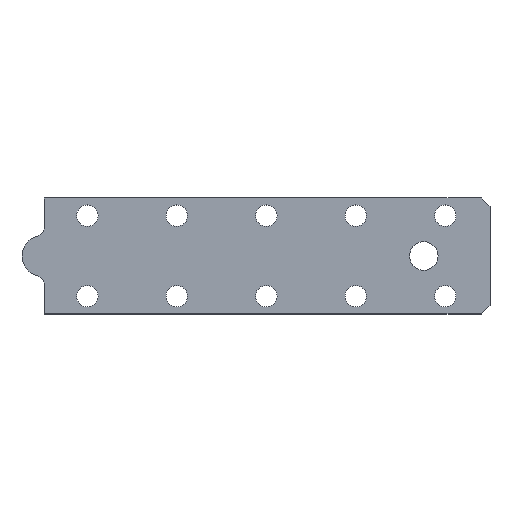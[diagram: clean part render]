
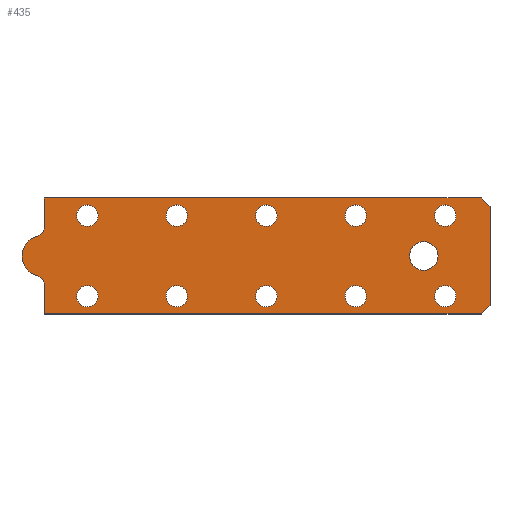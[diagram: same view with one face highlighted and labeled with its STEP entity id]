
A CAD part, top view. The second image highlights one B-rep face of the part: STEP entity #435.
In plain terms, the highlighted planar face has unit normal (0, 0, 1).
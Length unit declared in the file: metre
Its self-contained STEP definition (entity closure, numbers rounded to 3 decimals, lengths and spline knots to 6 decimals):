
#14=LINE('',#683,#38);
#18=LINE('',#692,#42);
#20=LINE('',#696,#44);
#26=LINE('',#709,#50);
#29=LINE('',#720,#53);
#32=LINE('',#732,#56);
#33=LINE('',#735,#57);
#38=VECTOR('',#562,1.);
#42=VECTOR('',#568,1.);
#44=VECTOR('',#572,1.);
#50=VECTOR('',#580,1.);
#53=VECTOR('',#591,1.);
#56=VECTOR('',#602,1.);
#57=VECTOR('',#607,1.);
#65=PLANE('',#489);
#109=ORIENTED_EDGE('',*,*,#211,.F.);
#110=ORIENTED_EDGE('',*,*,#175,.F.);
#111=ORIENTED_EDGE('',*,*,#173,.T.);
#112=ORIENTED_EDGE('',*,*,#179,.F.);
#113=ORIENTED_EDGE('',*,*,#177,.T.);
#114=ORIENTED_EDGE('',*,*,#183,.F.);
#115=ORIENTED_EDGE('',*,*,#181,.T.);
#116=ORIENTED_EDGE('',*,*,#187,.F.);
#117=ORIENTED_EDGE('',*,*,#185,.T.);
#118=ORIENTED_EDGE('',*,*,#212,.T.);
#119=ORIENTED_EDGE('',*,*,#213,.F.);
#120=ORIENTED_EDGE('',*,*,#195,.T.);
#121=ORIENTED_EDGE('',*,*,#214,.T.);
#122=ORIENTED_EDGE('',*,*,#197,.T.);
#123=ORIENTED_EDGE('',*,*,#203,.F.);
#124=ORIENTED_EDGE('',*,*,#215,.T.);
#125=ORIENTED_EDGE('',*,*,#204,.F.);
#126=ORIENTED_EDGE('',*,*,#216,.T.);
#127=ORIENTED_EDGE('',*,*,#208,.F.);
#128=ORIENTED_EDGE('',*,*,#191,.F.);
#129=ORIENTED_EDGE('',*,*,#217,.T.);
#173=EDGE_CURVE('',#225,#225,#267,.F.);
#175=EDGE_CURVE('',#227,#227,#269,.T.);
#177=EDGE_CURVE('',#229,#229,#271,.F.);
#179=EDGE_CURVE('',#231,#231,#273,.T.);
#181=EDGE_CURVE('',#233,#233,#275,.F.);
#183=EDGE_CURVE('',#235,#235,#277,.T.);
#185=EDGE_CURVE('',#237,#237,#279,.F.);
#187=EDGE_CURVE('',#239,#239,#281,.T.);
#191=EDGE_CURVE('',#243,#244,#14,.T.);
#195=EDGE_CURVE('',#248,#247,#18,.T.);
#197=EDGE_CURVE('',#249,#250,#20,.T.);
#203=EDGE_CURVE('',#254,#250,#26,.T.);
#204=EDGE_CURVE('',#255,#256,#283,.T.);
#208=EDGE_CURVE('',#244,#259,#29,.T.);
#211=EDGE_CURVE('',#261,#261,#285,.T.);
#212=EDGE_CURVE('',#262,#262,#286,.F.);
#213=EDGE_CURVE('',#263,#263,#287,.T.);
#214=EDGE_CURVE('',#247,#249,#32,.F.);
#215=EDGE_CURVE('',#254,#256,#288,.F.);
#216=EDGE_CURVE('',#255,#259,#289,.F.);
#217=EDGE_CURVE('',#243,#248,#33,.T.);
#225=VERTEX_POINT('',#639);
#227=VERTEX_POINT('',#644);
#229=VERTEX_POINT('',#649);
#231=VERTEX_POINT('',#654);
#233=VERTEX_POINT('',#659);
#235=VERTEX_POINT('',#664);
#237=VERTEX_POINT('',#669);
#239=VERTEX_POINT('',#674);
#243=VERTEX_POINT('',#682);
#244=VERTEX_POINT('',#684);
#247=VERTEX_POINT('',#691);
#248=VERTEX_POINT('',#693);
#249=VERTEX_POINT('',#697);
#250=VERTEX_POINT('',#698);
#254=VERTEX_POINT('',#708);
#255=VERTEX_POINT('',#712);
#256=VERTEX_POINT('',#713);
#259=VERTEX_POINT('',#721);
#261=VERTEX_POINT('',#727);
#262=VERTEX_POINT('',#729);
#263=VERTEX_POINT('',#731);
#267=CIRCLE('',#458,0.0012);
#269=CIRCLE('',#461,0.0012);
#271=CIRCLE('',#464,0.0012);
#273=CIRCLE('',#467,0.0012);
#275=CIRCLE('',#470,0.0012);
#277=CIRCLE('',#473,0.0012);
#279=CIRCLE('',#476,0.0012);
#281=CIRCLE('',#479,0.0012);
#283=CIRCLE('',#486,0.0023);
#285=CIRCLE('',#490,0.0016);
#286=CIRCLE('',#491,0.0012);
#287=CIRCLE('',#492,0.0012);
#288=CIRCLE('',#493,0.001);
#289=CIRCLE('',#494,0.001);
#317=EDGE_LOOP('',(#109));
#318=EDGE_LOOP('',(#110));
#319=EDGE_LOOP('',(#111));
#320=EDGE_LOOP('',(#112));
#321=EDGE_LOOP('',(#113));
#322=EDGE_LOOP('',(#114));
#323=EDGE_LOOP('',(#115));
#324=EDGE_LOOP('',(#116));
#325=EDGE_LOOP('',(#117));
#326=EDGE_LOOP('',(#118));
#327=EDGE_LOOP('',(#119));
#328=EDGE_LOOP('',(#120,#121,#122,#123,#124,#125,#126,#127,#128,#129));
#373=FACE_BOUND('',#317,.T.);
#374=FACE_BOUND('',#318,.T.);
#375=FACE_BOUND('',#319,.T.);
#376=FACE_BOUND('',#320,.T.);
#377=FACE_BOUND('',#321,.T.);
#378=FACE_BOUND('',#322,.T.);
#379=FACE_BOUND('',#323,.T.);
#380=FACE_BOUND('',#324,.T.);
#381=FACE_BOUND('',#325,.T.);
#382=FACE_BOUND('',#326,.T.);
#383=FACE_BOUND('',#327,.T.);
#384=FACE_BOUND('',#328,.T.);
#435=ADVANCED_FACE('',(#373,#374,#375,#376,#377,#378,#379,#380,#381,#382,
#383,#384),#65,.T.);
#458=AXIS2_PLACEMENT_3D('',#638,#512,#513);
#461=AXIS2_PLACEMENT_3D('',#643,#518,#519);
#464=AXIS2_PLACEMENT_3D('',#648,#524,#525);
#467=AXIS2_PLACEMENT_3D('',#653,#530,#531);
#470=AXIS2_PLACEMENT_3D('',#658,#536,#537);
#473=AXIS2_PLACEMENT_3D('',#663,#542,#543);
#476=AXIS2_PLACEMENT_3D('',#668,#548,#549);
#479=AXIS2_PLACEMENT_3D('',#673,#554,#555);
#486=AXIS2_PLACEMENT_3D('',#711,#583,#584);
#489=AXIS2_PLACEMENT_3D('',#725,#594,#595);
#490=AXIS2_PLACEMENT_3D('',#726,#596,#597);
#491=AXIS2_PLACEMENT_3D('',#728,#598,#599);
#492=AXIS2_PLACEMENT_3D('',#730,#600,#601);
#493=AXIS2_PLACEMENT_3D('',#733,#603,#604);
#494=AXIS2_PLACEMENT_3D('',#734,#605,#606);
#512=DIRECTION('',(0.,0.,1.));
#513=DIRECTION('',(1.,0.,0.));
#518=DIRECTION('',(0.,0.,1.));
#519=DIRECTION('',(1.,0.,0.));
#524=DIRECTION('',(0.,0.,1.));
#525=DIRECTION('',(1.,0.,0.));
#530=DIRECTION('',(0.,0.,1.));
#531=DIRECTION('',(1.,0.,0.));
#536=DIRECTION('',(0.,0.,1.));
#537=DIRECTION('',(1.,0.,0.));
#542=DIRECTION('',(0.,0.,1.));
#543=DIRECTION('',(1.,0.,0.));
#548=DIRECTION('',(0.,0.,1.));
#549=DIRECTION('',(1.,0.,0.));
#554=DIRECTION('',(0.,0.,1.));
#555=DIRECTION('',(1.,0.,0.));
#562=DIRECTION('',(-1.,0.,0.));
#568=DIRECTION('',(0.,1.,0.));
#572=DIRECTION('',(-1.,0.,0.));
#580=DIRECTION('',(0.,1.,0.));
#583=DIRECTION('',(0.,0.,-1.));
#584=DIRECTION('',(1.,0.,0.));
#591=DIRECTION('',(0.,1.,0.));
#594=DIRECTION('',(0.,0.,1.));
#595=DIRECTION('',(1.,0.,0.));
#596=DIRECTION('',(0.,0.,1.));
#597=DIRECTION('',(1.,0.,0.));
#598=DIRECTION('',(0.,0.,1.));
#599=DIRECTION('',(1.,0.,0.));
#600=DIRECTION('',(0.,0.,1.));
#601=DIRECTION('',(1.,0.,0.));
#602=DIRECTION('',(0.707,-0.707,0.));
#603=DIRECTION('',(0.,0.,1.));
#604=DIRECTION('',(1.,0.,0.));
#605=DIRECTION('',(0.,0.,1.));
#606=DIRECTION('',(1.,0.,0.));
#607=DIRECTION('',(0.707,0.707,0.));
#638=CARTESIAN_POINT('',(0.1265,0.0045,0.0055));
#639=CARTESIAN_POINT('',(0.1277,0.0045,0.0055));
#643=CARTESIAN_POINT('',(0.1265,-0.0045,0.0055));
#644=CARTESIAN_POINT('',(0.1277,-0.0045,0.0055));
#648=CARTESIAN_POINT('',(0.1165,0.0045,0.0055));
#649=CARTESIAN_POINT('',(0.1177,0.0045,0.0055));
#653=CARTESIAN_POINT('',(0.1165,-0.0045,0.0055));
#654=CARTESIAN_POINT('',(0.1177,-0.0045,0.0055));
#658=CARTESIAN_POINT('',(0.1065,0.0045,0.0055));
#659=CARTESIAN_POINT('',(0.1077,0.0045,0.0055));
#663=CARTESIAN_POINT('',(0.1065,-0.0045,0.0055));
#664=CARTESIAN_POINT('',(0.1077,-0.0045,0.0055));
#668=CARTESIAN_POINT('',(0.0965,0.0045,0.0055));
#669=CARTESIAN_POINT('',(0.0977,0.0045,0.0055));
#673=CARTESIAN_POINT('',(0.0965,-0.0045,0.0055));
#674=CARTESIAN_POINT('',(0.0977,-0.0045,0.0055));
#682=CARTESIAN_POINT('',(0.1305,-0.006481,0.0055));
#683=CARTESIAN_POINT('',(0.1066,-0.006481,0.0055));
#684=CARTESIAN_POINT('',(0.0817,-0.006481,0.0055));
#691=CARTESIAN_POINT('',(0.1315,0.005481,0.0055));
#692=CARTESIAN_POINT('',(0.1315,0.,0.0055));
#693=CARTESIAN_POINT('',(0.1315,-0.005481,0.0055));
#696=CARTESIAN_POINT('',(0.1066,0.006481,0.0055));
#697=CARTESIAN_POINT('',(0.1305,0.006481,0.0055));
#698=CARTESIAN_POINT('',(0.0817,0.006481,0.0055));
#708=CARTESIAN_POINT('',(0.0817,0.003202,0.0055));
#709=CARTESIAN_POINT('',(0.0817,0.004386,0.0055));
#711=CARTESIAN_POINT('',(0.0815,0.,0.0055));
#712=CARTESIAN_POINT('',(0.080942,-0.002231,0.0055));
#713=CARTESIAN_POINT('',(0.080942,0.002231,0.0055));
#720=CARTESIAN_POINT('',(0.0817,-0.004386,0.0055));
#721=CARTESIAN_POINT('',(0.0817,-0.003202,0.0055));
#725=CARTESIAN_POINT('',(0.1095,0.,0.0055));
#726=CARTESIAN_POINT('',(0.1241,0.,0.0055));
#727=CARTESIAN_POINT('',(0.1257,0.,0.0055));
#728=CARTESIAN_POINT('',(0.0865,0.0045,0.0055));
#729=CARTESIAN_POINT('',(0.0877,0.0045,0.0055));
#730=CARTESIAN_POINT('',(0.0865,-0.0045,0.0055));
#731=CARTESIAN_POINT('',(0.0877,-0.0045,0.0055));
#732=CARTESIAN_POINT('',(0.12324,0.01374,0.0055));
#733=CARTESIAN_POINT('',(0.0807,0.003202,0.0055));
#734=CARTESIAN_POINT('',(0.0807,-0.003202,0.0055));
#735=CARTESIAN_POINT('',(0.12324,-0.01374,0.0055));
